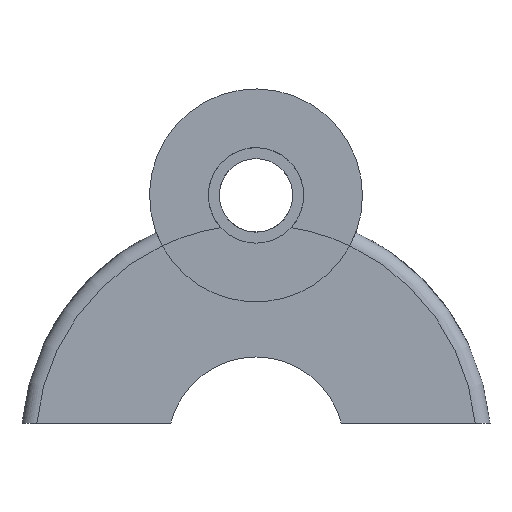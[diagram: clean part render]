
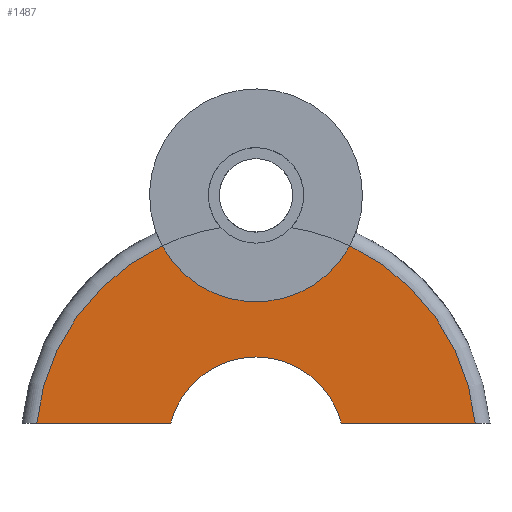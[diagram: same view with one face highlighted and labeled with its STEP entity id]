
A CAD part, front view. The second image highlights one B-rep face of the part: STEP entity #1487.
In plain terms, the highlighted planar face has unit normal (0, -1, 0).
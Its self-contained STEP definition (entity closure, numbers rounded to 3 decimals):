
#44 = PLANE('',#45);
#45 = AXIS2_PLACEMENT_3D('',#46,#47,#48);
#46 = CARTESIAN_POINT('',(0.,0.,1.5));
#47 = DIRECTION('',(0.,0.,1.));
#48 = DIRECTION('',(1.,0.,0.));
#167 = PLANE('',#168);
#168 = AXIS2_PLACEMENT_3D('',#169,#170,#171);
#169 = CARTESIAN_POINT('',(0.,0.,1.5));
#170 = DIRECTION('',(0.,0.,1.));
#171 = DIRECTION('',(1.,0.,0.));
#194 = CYLINDRICAL_SURFACE('',#195,6.);
#195 = AXIS2_PLACEMENT_3D('',#196,#197,#198);
#196 = CARTESIAN_POINT('',(0.,7.5,0.));
#197 = DIRECTION('',(-0.,-1.,-0.));
#198 = DIRECTION('',(-1.,0.,0.));
#238 = VERTEX_POINT('',#239);
#239 = CARTESIAN_POINT('',(-14.925,-7.5,1.5));
#283 = TOROIDAL_SURFACE('',#284,15.,1.);
#284 = AXIS2_PLACEMENT_3D('',#285,#286,#287);
#285 = CARTESIAN_POINT('',(0.,-6.5,0.));
#286 = DIRECTION('',(0.,-1.,0.));
#287 = DIRECTION('',(-0.996,0.,0.094));
#310 = EDGE_CURVE('',#238,#311,#313,.T.);
#311 = VERTEX_POINT('',#312);
#312 = CARTESIAN_POINT('',(-5.809,-7.5,1.5));
#313 = SURFACE_CURVE('',#314,(#318,#325),.PCURVE_S1.);
#314 = LINE('',#315,#316);
#315 = CARTESIAN_POINT('',(-16.,-7.5,1.5));
#316 = VECTOR('',#317,1.);
#317 = DIRECTION('',(1.,0.,0.));
#318 = PCURVE('',#44,#319);
#319 = DEFINITIONAL_REPRESENTATION('',(#320),#324);
#320 = LINE('',#321,#322);
#321 = CARTESIAN_POINT('',(-16.,-7.5));
#322 = VECTOR('',#323,1.);
#323 = DIRECTION('',(1.,0.));
#324 = ( GEOMETRIC_REPRESENTATION_CONTEXT(2) 
PARAMETRIC_REPRESENTATION_CONTEXT() REPRESENTATION_CONTEXT('2D SPACE',''
  ) );
#325 = PCURVE('',#326,#331);
#326 = PLANE('',#327);
#327 = AXIS2_PLACEMENT_3D('',#328,#329,#330);
#328 = CARTESIAN_POINT('',(0.,-7.5,0.));
#329 = DIRECTION('',(0.,1.,0.));
#330 = DIRECTION('',(-1.,0.,0.));
#331 = DEFINITIONAL_REPRESENTATION('',(#332),#336);
#332 = LINE('',#333,#334);
#333 = CARTESIAN_POINT('',(16.,1.5));
#334 = VECTOR('',#335,1.);
#335 = DIRECTION('',(-1.,0.));
#336 = ( GEOMETRIC_REPRESENTATION_CONTEXT(2) 
PARAMETRIC_REPRESENTATION_CONTEXT() REPRESENTATION_CONTEXT('2D SPACE',''
  ) );
#465 = VERTEX_POINT('',#466);
#466 = CARTESIAN_POINT('',(5.809,-7.5,1.5));
#485 = EDGE_CURVE('',#311,#465,#486,.T.);
#486 = SURFACE_CURVE('',#487,(#492,#499),.PCURVE_S1.);
#487 = CIRCLE('',#488,6.);
#488 = AXIS2_PLACEMENT_3D('',#489,#490,#491);
#489 = CARTESIAN_POINT('',(0.,-7.5,0.));
#490 = DIRECTION('',(0.,1.,-0.));
#491 = DIRECTION('',(-1.,0.,0.));
#492 = PCURVE('',#194,#493);
#493 = DEFINITIONAL_REPRESENTATION('',(#494),#498);
#494 = LINE('',#495,#496);
#495 = CARTESIAN_POINT('',(-0.,15.));
#496 = VECTOR('',#497,1.);
#497 = DIRECTION('',(-1.,0.));
#498 = ( GEOMETRIC_REPRESENTATION_CONTEXT(2) 
PARAMETRIC_REPRESENTATION_CONTEXT() REPRESENTATION_CONTEXT('2D SPACE',''
  ) );
#499 = PCURVE('',#326,#500);
#500 = DEFINITIONAL_REPRESENTATION('',(#501),#505);
#501 = CIRCLE('',#502,6.);
#502 = AXIS2_PLACEMENT_2D('',#503,#504);
#503 = CARTESIAN_POINT('',(0.,0.));
#504 = DIRECTION('',(1.,-0.));
#505 = ( GEOMETRIC_REPRESENTATION_CONTEXT(2) 
PARAMETRIC_REPRESENTATION_CONTEXT() REPRESENTATION_CONTEXT('2D SPACE',''
  ) );
#512 = EDGE_CURVE('',#465,#513,#515,.T.);
#513 = VERTEX_POINT('',#514);
#514 = CARTESIAN_POINT('',(14.925,-7.5,1.5));
#515 = SURFACE_CURVE('',#516,(#520,#527),.PCURVE_S1.);
#516 = LINE('',#517,#518);
#517 = CARTESIAN_POINT('',(-16.,-7.5,1.5));
#518 = VECTOR('',#519,1.);
#519 = DIRECTION('',(1.,0.,0.));
#520 = PCURVE('',#167,#521);
#521 = DEFINITIONAL_REPRESENTATION('',(#522),#526);
#522 = LINE('',#523,#524);
#523 = CARTESIAN_POINT('',(-16.,-7.5));
#524 = VECTOR('',#525,1.);
#525 = DIRECTION('',(1.,0.));
#526 = ( GEOMETRIC_REPRESENTATION_CONTEXT(2) 
PARAMETRIC_REPRESENTATION_CONTEXT() REPRESENTATION_CONTEXT('2D SPACE',''
  ) );
#527 = PCURVE('',#326,#528);
#528 = DEFINITIONAL_REPRESENTATION('',(#529),#533);
#529 = LINE('',#530,#531);
#530 = CARTESIAN_POINT('',(16.,1.5));
#531 = VECTOR('',#532,1.);
#532 = DIRECTION('',(-1.,0.));
#533 = ( GEOMETRIC_REPRESENTATION_CONTEXT(2) 
PARAMETRIC_REPRESENTATION_CONTEXT() REPRESENTATION_CONTEXT('2D SPACE',''
  ) );
#581 = TOROIDAL_SURFACE('',#582,15.,1.);
#582 = AXIS2_PLACEMENT_3D('',#583,#584,#585);
#583 = CARTESIAN_POINT('',(0.,-6.5,0.));
#584 = DIRECTION('',(0.,-1.,0.));
#585 = DIRECTION('',(-0.996,0.,0.094));
#1387 = VERTEX_POINT('',#1388);
#1388 = CARTESIAN_POINT('',(-6.388,-7.5,13.572));
#1466 = EDGE_CURVE('',#238,#1387,#1467,.T.);
#1467 = SURFACE_CURVE('',#1468,(#1473,#1480),.PCURVE_S1.);
#1468 = CIRCLE('',#1469,15.);
#1469 = AXIS2_PLACEMENT_3D('',#1470,#1471,#1472);
#1470 = CARTESIAN_POINT('',(0.,-7.5,0.));
#1471 = DIRECTION('',(0.,1.,-0.));
#1472 = DIRECTION('',(-0.996,0.,0.094));
#1473 = PCURVE('',#283,#1474);
#1474 = DEFINITIONAL_REPRESENTATION('',(#1475),#1479);
#1475 = LINE('',#1476,#1477);
#1476 = CARTESIAN_POINT('',(-0.,1.571));
#1477 = VECTOR('',#1478,1.);
#1478 = DIRECTION('',(-1.,0.));
#1479 = ( GEOMETRIC_REPRESENTATION_CONTEXT(2) 
PARAMETRIC_REPRESENTATION_CONTEXT() REPRESENTATION_CONTEXT('2D SPACE',''
  ) );
#1480 = PCURVE('',#326,#1481);
#1481 = DEFINITIONAL_REPRESENTATION('',(#1482),#1486);
#1482 = CIRCLE('',#1483,15.);
#1483 = AXIS2_PLACEMENT_2D('',#1484,#1485);
#1484 = CARTESIAN_POINT('',(0.,0.));
#1485 = DIRECTION('',(0.996,0.094));
#1486 = ( GEOMETRIC_REPRESENTATION_CONTEXT(2) 
PARAMETRIC_REPRESENTATION_CONTEXT() REPRESENTATION_CONTEXT('2D SPACE',''
  ) );
#1487 = ADVANCED_FACE('',(#1488),#326,.F.);
#1488 = FACE_BOUND('',#1489,.T.);
#1489 = EDGE_LOOP('',(#1490,#1491,#1492,#1493,#1494,#1518));
#1490 = ORIENTED_EDGE('',*,*,#1466,.F.);
#1491 = ORIENTED_EDGE('',*,*,#310,.T.);
#1492 = ORIENTED_EDGE('',*,*,#485,.T.);
#1493 = ORIENTED_EDGE('',*,*,#512,.T.);
#1494 = ORIENTED_EDGE('',*,*,#1495,.F.);
#1495 = EDGE_CURVE('',#1496,#513,#1498,.T.);
#1496 = VERTEX_POINT('',#1497);
#1497 = CARTESIAN_POINT('',(6.388,-7.5,13.572));
#1498 = SURFACE_CURVE('',#1499,(#1504,#1511),.PCURVE_S1.);
#1499 = CIRCLE('',#1500,15.);
#1500 = AXIS2_PLACEMENT_3D('',#1501,#1502,#1503);
#1501 = CARTESIAN_POINT('',(0.,-7.5,0.));
#1502 = DIRECTION('',(0.,1.,-0.));
#1503 = DIRECTION('',(-0.996,0.,0.094));
#1504 = PCURVE('',#326,#1505);
#1505 = DEFINITIONAL_REPRESENTATION('',(#1506),#1510);
#1506 = CIRCLE('',#1507,15.);
#1507 = AXIS2_PLACEMENT_2D('',#1508,#1509);
#1508 = CARTESIAN_POINT('',(0.,0.));
#1509 = DIRECTION('',(0.996,0.094));
#1510 = ( GEOMETRIC_REPRESENTATION_CONTEXT(2) 
PARAMETRIC_REPRESENTATION_CONTEXT() REPRESENTATION_CONTEXT('2D SPACE',''
  ) );
#1511 = PCURVE('',#581,#1512);
#1512 = DEFINITIONAL_REPRESENTATION('',(#1513),#1517);
#1513 = LINE('',#1514,#1515);
#1514 = CARTESIAN_POINT('',(-0.,1.571));
#1515 = VECTOR('',#1516,1.);
#1516 = DIRECTION('',(-1.,0.));
#1517 = ( GEOMETRIC_REPRESENTATION_CONTEXT(2) 
PARAMETRIC_REPRESENTATION_CONTEXT() REPRESENTATION_CONTEXT('2D SPACE',''
  ) );
#1518 = ORIENTED_EDGE('',*,*,#1519,.F.);
#1519 = EDGE_CURVE('',#1387,#1496,#1520,.T.);
#1520 = SURFACE_CURVE('',#1521,(#1526,#1537),.PCURVE_S1.);
#1521 = CIRCLE('',#1522,7.25);
#1522 = AXIS2_PLACEMENT_3D('',#1523,#1524,#1525);
#1523 = CARTESIAN_POINT('',(0.,-7.5,17.));
#1524 = DIRECTION('',(0.,-1.,0.));
#1525 = DIRECTION('',(1.,0.,0.));
#1526 = PCURVE('',#326,#1527);
#1527 = DEFINITIONAL_REPRESENTATION('',(#1528),#1536);
#1528 = ( BOUNDED_CURVE() B_SPLINE_CURVE(2,(#1529,#1530,#1531,#1532,
#1533,#1534,#1535),.UNSPECIFIED.,.T.,.F.) B_SPLINE_CURVE_WITH_KNOTS((1,2
    ,2,2,2,1),(-2.094,0.,2.094,4.189,
6.283,8.378),.UNSPECIFIED.) CURVE() 
GEOMETRIC_REPRESENTATION_ITEM() RATIONAL_B_SPLINE_CURVE((1.,0.5,1.,0.5,
1.,0.5,1.)) REPRESENTATION_ITEM('') );
#1529 = CARTESIAN_POINT('',(-7.25,17.));
#1530 = CARTESIAN_POINT('',(-7.25,29.557));
#1531 = CARTESIAN_POINT('',(3.625,23.279));
#1532 = CARTESIAN_POINT('',(14.5,17.));
#1533 = CARTESIAN_POINT('',(3.625,10.721));
#1534 = CARTESIAN_POINT('',(-7.25,4.443));
#1535 = CARTESIAN_POINT('',(-7.25,17.));
#1536 = ( GEOMETRIC_REPRESENTATION_CONTEXT(2) 
PARAMETRIC_REPRESENTATION_CONTEXT() REPRESENTATION_CONTEXT('2D SPACE',''
  ) );
#1537 = PCURVE('',#1538,#1543);
#1538 = PLANE('',#1539);
#1539 = AXIS2_PLACEMENT_3D('',#1540,#1541,#1542);
#1540 = CARTESIAN_POINT('',(0.,-7.5,0.));
#1541 = DIRECTION('',(0.,1.,0.));
#1542 = DIRECTION('',(-1.,0.,0.));
#1543 = DEFINITIONAL_REPRESENTATION('',(#1544),#1552);
#1544 = ( BOUNDED_CURVE() B_SPLINE_CURVE(2,(#1545,#1546,#1547,#1548,
#1549,#1550,#1551),.UNSPECIFIED.,.T.,.F.) B_SPLINE_CURVE_WITH_KNOTS((1,2
    ,2,2,2,1),(-2.094,0.,2.094,4.189,
6.283,8.378),.UNSPECIFIED.) CURVE() 
GEOMETRIC_REPRESENTATION_ITEM() RATIONAL_B_SPLINE_CURVE((1.,0.5,1.,0.5,
1.,0.5,1.)) REPRESENTATION_ITEM('') );
#1545 = CARTESIAN_POINT('',(-7.25,17.));
#1546 = CARTESIAN_POINT('',(-7.25,29.557));
#1547 = CARTESIAN_POINT('',(3.625,23.279));
#1548 = CARTESIAN_POINT('',(14.5,17.));
#1549 = CARTESIAN_POINT('',(3.625,10.721));
#1550 = CARTESIAN_POINT('',(-7.25,4.443));
#1551 = CARTESIAN_POINT('',(-7.25,17.));
#1552 = ( GEOMETRIC_REPRESENTATION_CONTEXT(2) 
PARAMETRIC_REPRESENTATION_CONTEXT() REPRESENTATION_CONTEXT('2D SPACE',''
  ) );
